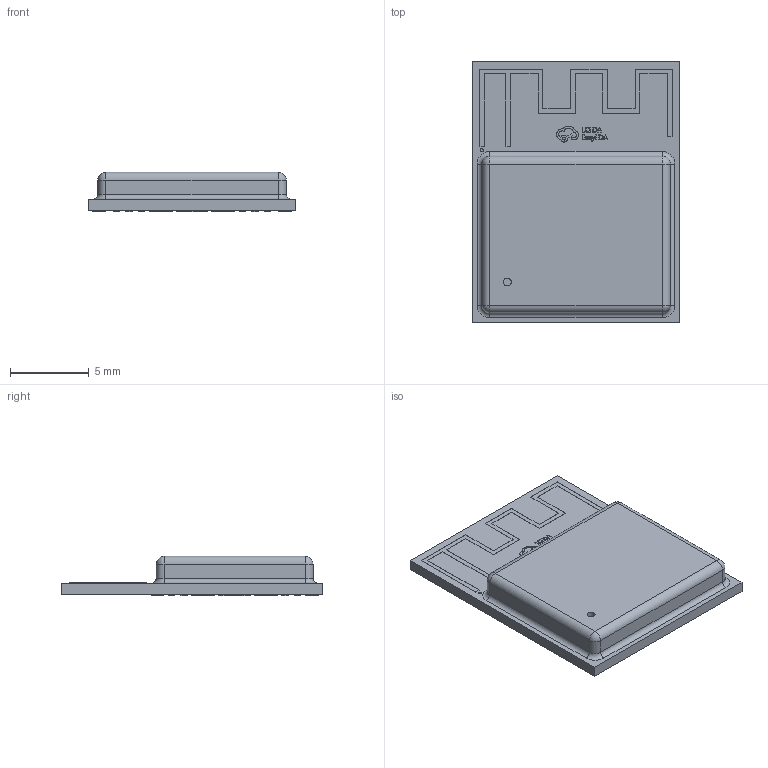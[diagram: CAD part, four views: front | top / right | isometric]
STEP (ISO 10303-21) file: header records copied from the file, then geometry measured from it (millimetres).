
FILE_DESCRIPTION (( 'STEP AP214' ), '1' );
FILE_NAME ('WIFIM-SMD_ESP32-C3-MINI-1.step', '2022-07-15T04:57:44', ( '' ), ( '' ), 'SwSTEP 2.0', 'SolidWorks 2020', '' );
FILE_SCHEMA (( 'AUTOMOTIVE_DESIGN' ));
Length unit declared in the file: millimetre
Products named in the file (1): WIFIM-SMD_ESP32-C3-MINI-1
Bounding box: 13.2 x 16.6 x 2.5 mm (x, y, z)
Volume: 357.1 mm3; surface area: 560.8 mm2
Topology: 14 solids, 14 shells, 662 faces, 1670 edges, 1104 vertices
Faces by surface type: plane 526, bspline 112, cylinder 16, sphere 4, torus 4
Entity records: 27856 total; most frequent: CARTESIAN_POINT 5537, ORIENTED_EDGE 3332, DIRECTION 2576, EDGE_CURVE 1666, LINE 1402, VECTOR 1402, VERTEX_POINT 1104, EDGE_LOOP 746
